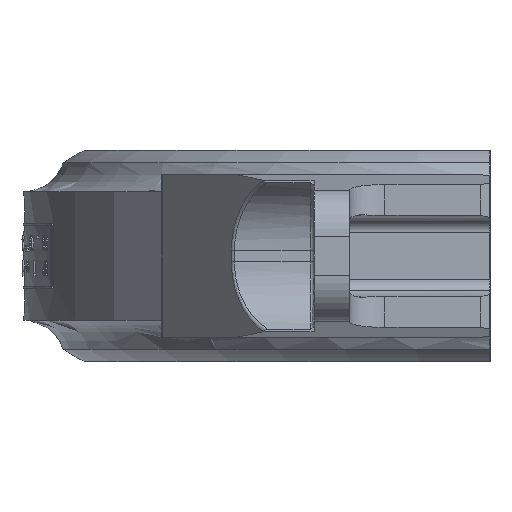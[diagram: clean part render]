
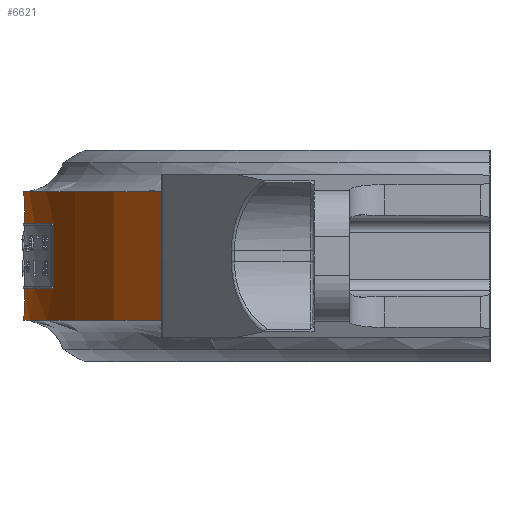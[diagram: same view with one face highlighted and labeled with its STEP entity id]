
A CAD part, left-side view. The second image highlights one B-rep face of the part: STEP entity #6621.
In plain terms, the highlighted cylindrical face has radius 126.187 mm (diameter 252.374 mm), a partial arc.
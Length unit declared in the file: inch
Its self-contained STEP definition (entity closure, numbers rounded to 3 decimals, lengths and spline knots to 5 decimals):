
#659=FACE_BOUND('',#1081,.T.);
#699=FACE_OUTER_BOUND('',#1080,.T.);
#1080=EDGE_LOOP('',(#4480,#4481,#4482,#4483));
#1081=EDGE_LOOP('',(#4484,#4485,#4486,#4487));
#1487=CIRCLE('',#7003,4.968);
#1489=CIRCLE('',#7010,4.968);
#1490=CIRCLE('',#7012,4.968);
#1491=CIRCLE('',#7013,4.968);
#1693=LINE('',#9024,#2205);
#1696=LINE('',#9033,#2208);
#1698=LINE('',#9042,#2210);
#1699=LINE('',#9045,#2211);
#2205=VECTOR('',#7522,0.7);
#2208=VECTOR('',#7533,0.7);
#2210=VECTOR('',#7543,1.37);
#2211=VECTOR('',#7546,1.37);
#2717=VERTEX_POINT('',#9016);
#2718=VERTEX_POINT('',#9018);
#2719=VERTEX_POINT('',#9022);
#2721=VERTEX_POINT('',#9032);
#2722=VERTEX_POINT('',#9038);
#2723=VERTEX_POINT('',#9039);
#2724=VERTEX_POINT('',#9041);
#2725=VERTEX_POINT('',#9043);
#3412=EDGE_CURVE('',#2718,#2717,#1487,.T.);
#3415=EDGE_CURVE('',#2717,#2719,#1693,.T.);
#3419=EDGE_CURVE('',#2721,#2718,#1696,.T.);
#3421=EDGE_CURVE('',#2719,#2721,#1489,.T.);
#3422=EDGE_CURVE('',#2722,#2723,#1490,.T.);
#3423=EDGE_CURVE('',#2724,#2723,#1698,.F.);
#3424=EDGE_CURVE('',#2725,#2724,#1491,.T.);
#3425=EDGE_CURVE('',#2722,#2725,#1699,.F.);
#4480=ORIENTED_EDGE('',*,*,#3422,.T.);
#4481=ORIENTED_EDGE('',*,*,#3423,.F.);
#4482=ORIENTED_EDGE('',*,*,#3424,.F.);
#4483=ORIENTED_EDGE('',*,*,#3425,.F.);
#4484=ORIENTED_EDGE('',*,*,#3412,.T.);
#4485=ORIENTED_EDGE('',*,*,#3415,.T.);
#4486=ORIENTED_EDGE('',*,*,#3421,.T.);
#4487=ORIENTED_EDGE('',*,*,#3419,.T.);
#6525=CYLINDRICAL_SURFACE('',#7011,4.968);
#6621=ADVANCED_FACE('',(#699,#659),#6525,.T.);
#7003=AXIS2_PLACEMENT_3D('',#9019,#7516,#7517);
#7010=AXIS2_PLACEMENT_3D('',#9036,#7537,#7538);
#7011=AXIS2_PLACEMENT_3D('',#9037,#7539,#7540);
#7012=AXIS2_PLACEMENT_3D('',#9040,#7541,#7542);
#7013=AXIS2_PLACEMENT_3D('',#9044,#7544,#7545);
#7516=DIRECTION('center_axis',(0.,0.,1.));
#7517=DIRECTION('ref_axis',(-1.,0.,0.));
#7522=DIRECTION('',(0.,0.,-1.));
#7533=DIRECTION('',(0.,0.,1.));
#7537=DIRECTION('center_axis',(0.,0.,-1.));
#7538=DIRECTION('ref_axis',(-1.,0.,0.));
#7539=DIRECTION('center_axis',(0.,0.,-1.));
#7540=DIRECTION('ref_axis',(-1.,0.,0.));
#7541=DIRECTION('center_axis',(0.,0.,
-1.));
#7542=DIRECTION('ref_axis',(-1.,0.,0.));
#7543=DIRECTION('',(0.,0.,-1.));
#7544=DIRECTION('center_axis',(0.,0.,-1.));
#7545=DIRECTION('ref_axis',(-1.,0.,0.));
#7546=DIRECTION('',(0.,0.,1.));
#9016=CARTESIAN_POINT('',(-1.75,4.64957,0.35));
#9018=CARTESIAN_POINT('',(1.75,4.64957,0.35));
#9019=CARTESIAN_POINT('Origin',(0.,0.,0.35));
#9022=CARTESIAN_POINT('',(-1.75,4.64957,-0.35));
#9024=CARTESIAN_POINT('',(-1.75,4.64957,0.));
#9032=CARTESIAN_POINT('',(1.75,4.64957,-0.35));
#9033=CARTESIAN_POINT('',(1.75,4.64957,0.));
#9036=CARTESIAN_POINT('Origin',(0.,0.,-0.35));
#9037=CARTESIAN_POINT('Origin',(0.,0.,0.));
#9038=CARTESIAN_POINT('',(-3.52717,3.49858,0.685));
#9039=CARTESIAN_POINT('',(3.52717,3.49858,0.685));
#9040=CARTESIAN_POINT('Origin',(0.,0.,
0.685));
#9041=CARTESIAN_POINT('',(3.52717,3.49858,-0.685));
#9042=CARTESIAN_POINT('',(3.52717,3.49858,0.));
#9043=CARTESIAN_POINT('',(-3.52717,3.49858,-0.685));
#9044=CARTESIAN_POINT('Origin',(0.,0.,
-0.685));
#9045=CARTESIAN_POINT('',(-3.52717,3.49858,0.));
